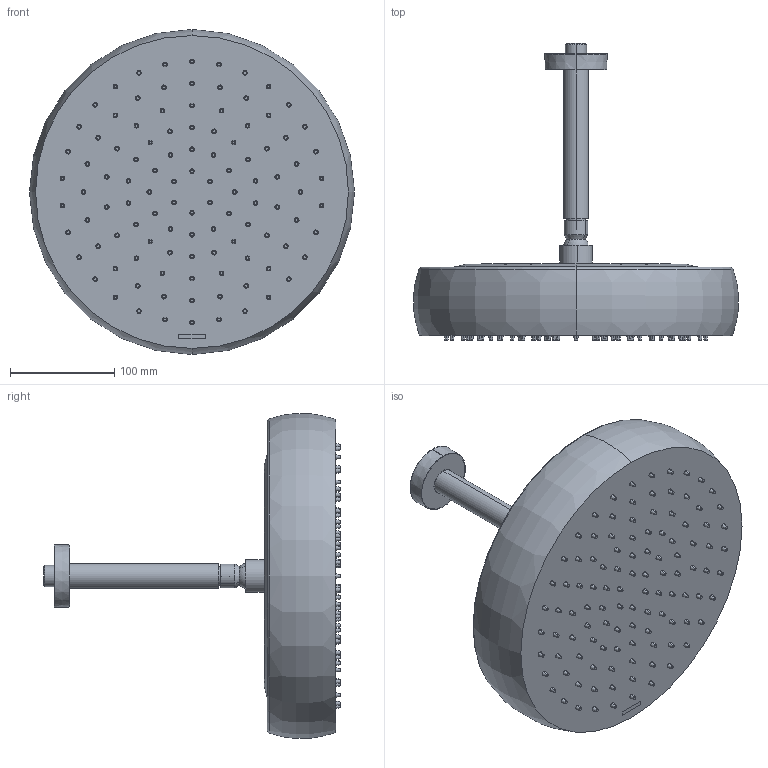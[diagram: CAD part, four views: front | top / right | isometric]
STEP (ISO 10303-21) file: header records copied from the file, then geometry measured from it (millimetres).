
FILE_DESCRIPTION (( 'STEP AP203' ), '1' );
FILE_NAME ('99HP09313.STEP', '2023-11-27T10:03:49', ( '' ), ( '' ), 'SwSTEP 2.0', 'SolidWorks 2021', '' );
FILE_SCHEMA (( 'CONFIG_CONTROL_DESIGN' ));
Length unit declared in the file: millimetre
Products named in the file (1): 99HP09313
Bounding box: 311.69 x 284.7 x 311.69 mm (x, y, z)
Volume: 5057275.3 mm3; surface area: 256869.1 mm2
Topology: 5 solids, 5 shells, 450 faces, 911 edges, 593 vertices
Faces by surface type: cone 248, plane 140, cylinder 40, torus 20, sphere 2
Entity records: 12075 total; most frequent: DIRECTION 2404, CARTESIAN_POINT 1947, ORIENTED_EDGE 1812, AXIS2_PLACEMENT_3D 1047, EDGE_CURVE 906, CIRCLE 596, VERTEX_POINT 590, EDGE_LOOP 582
